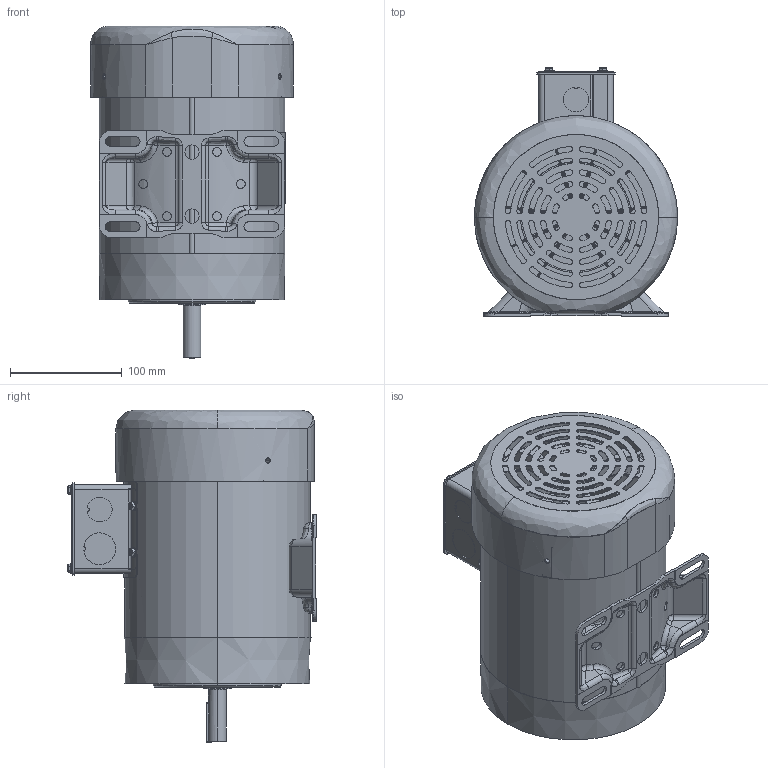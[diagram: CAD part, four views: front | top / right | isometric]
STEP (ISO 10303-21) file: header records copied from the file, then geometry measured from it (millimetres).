
FILE_DESCRIPTION (( 'STEP AP214' ), '1' );
FILE_NAME ('OL056T34F5940 R1 extBc2.STEP', '2022-01-26T19:36:30', ( '' ), ( '' ), 'SwSTEP 2.0', 'SolidWorks 2017', '' );
FILE_SCHEMA (( 'AUTOMOTIVE_DESIGN' ));
Length unit declared in the file: inch
Products named in the file (1): OL056T34F5940 R1 extBc2
Bounding box: 181.56 x 222.1 x 296.81 mm (x, y, z)
Volume: 1428383.5 mm3; surface area: 588566.7 mm2
Topology: 24 solids, 24 shells, 2965 faces, 7541 edges, 4622 vertices
Faces by surface type: cylinder 1019, bspline 967, plane 790, cone 189
Entity records: 130818 total; most frequent: CARTESIAN_POINT 65879, ORIENTED_EDGE 14932, DIRECTION 11695, EDGE_CURVE 7466, VERTEX_POINT 4622, AXIS2_PLACEMENT_3D 4547, EDGE_LOOP 3222, FACE_OUTER_BOUND 2965
